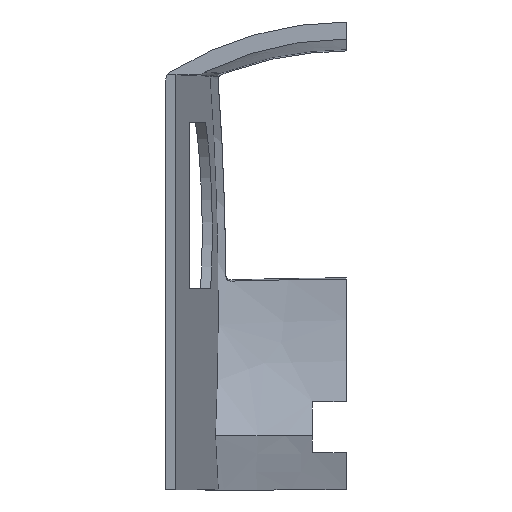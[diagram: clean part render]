
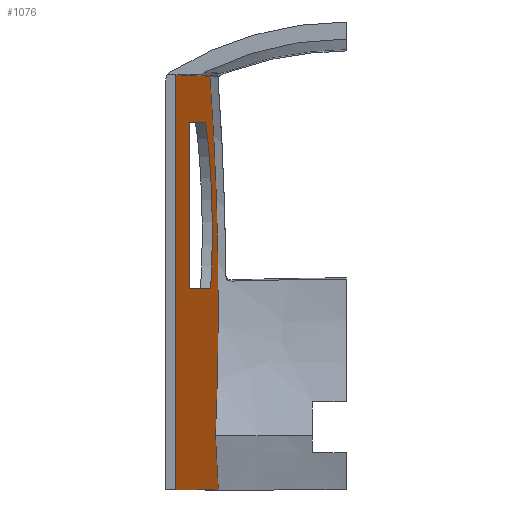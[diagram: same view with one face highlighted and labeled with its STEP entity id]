
A CAD part, front view. The second image highlights one B-rep face of the part: STEP entity #1076.
In plain terms, the highlighted planar face has unit normal (0.99, -0.139, 0).
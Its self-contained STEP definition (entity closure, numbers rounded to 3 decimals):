
#777=CARTESIAN_POINT('',(-40.238,-20.45,106.172));
#778=VERTEX_POINT('',#777);
#779=CARTESIAN_POINT('',(-40.251,-20.543,106.173));
#780=VERTEX_POINT('',#779);
#781=CARTESIAN_POINT('',(-40.238,-20.45,106.172));
#782=CARTESIAN_POINT('',(-40.242,-20.481,106.172));
#783=CARTESIAN_POINT('',(-40.246,-20.512,106.172));
#784=CARTESIAN_POINT('',(-40.251,-20.543,106.173));
#785=B_SPLINE_CURVE_WITH_KNOTS('',3,(#781,#782,#783,#784),.UNSPECIFIED.,.F.,.U.,(4,4),(0.0,0.009),.UNSPECIFIED.);
#786=EDGE_CURVE('',#778,#780,#785,.T.);
#812=CARTESIAN_POINT('',(-50.255,-91.727,106.402));
#813=VERTEX_POINT('',#812);
#820=CARTESIAN_POINT('',(-40.251,-20.547,106.173));
#821=VERTEX_POINT('',#820);
#822=CARTESIAN_POINT('',(-40.251,-20.547,106.173));
#823=CARTESIAN_POINT('',(-41.162,-27.029,106.227));
#824=CARTESIAN_POINT('',(-42.122,-33.859,106.265));
#825=CARTESIAN_POINT('',(-45.316,-56.584,106.363));
#826=CARTESIAN_POINT('',(-48.122,-76.546,106.389));
#827=CARTESIAN_POINT('',(-50.255,-91.727,106.402));
#828=B_SPLINE_CURVE_WITH_KNOTS('',3,(#822,#823,#824,#825,#826,#827),.UNSPECIFIED.,.F.,.U.,(4,2,4),(0.01,1.973,6.92),.UNSPECIFIED.);
#829=EDGE_CURVE('',#821,#813,#828,.T.);
#831=CARTESIAN_POINT('',(-40.251,-20.543,106.173));
#832=CARTESIAN_POINT('',(-40.251,-20.544,106.173));
#833=CARTESIAN_POINT('',(-40.251,-20.546,106.173));
#834=CARTESIAN_POINT('',(-40.251,-20.547,106.173));
#835=B_SPLINE_CURVE_WITH_KNOTS('',3,(#831,#832,#833,#834),.UNSPECIFIED.,.F.,.U.,(4,4),(0.009,0.01),.UNSPECIFIED.);
#836=EDGE_CURVE('',#780,#821,#835,.T.);
#976=CARTESIAN_POINT('',(-44.44,-50.353,51.542));
#977=DIRECTION('',(0.99,-0.139,0.));
#978=DIRECTION('',(0.0,0.0,-1.0));
#979=AXIS2_PLACEMENT_3D('',#976,#977,#978);
#980=PLANE('',#979);
#981=CARTESIAN_POINT('',(-40.238,-20.45,106.));
#982=VERTEX_POINT('',#981);
#983=CARTESIAN_POINT('',(-40.238,-20.45,106.172));
#984=DIRECTION('',(0.0,0.0,-1.0));
#985=VECTOR('',#984,0.172);
#986=LINE('',#983,#985);
#987=EDGE_CURVE('',#778,#982,#986,.T.);
#988=ORIENTED_EDGE('',*,*,#987,.F.);
#989=ORIENTED_EDGE('',*,*,#786,.T.);
#990=ORIENTED_EDGE('',*,*,#836,.T.);
#991=ORIENTED_EDGE('',*,*,#829,.T.);
#992=CARTESIAN_POINT('',(-50.314,-92.145,106.402));
#993=VERTEX_POINT('',#992);
#994=CARTESIAN_POINT('',(-50.314,-92.145,106.402));
#995=DIRECTION('',(0.139,0.99,0.0));
#996=VECTOR('',#995,0.422);
#997=LINE('',#994,#996);
#998=EDGE_CURVE('',#993,#813,#997,.T.);
#999=ORIENTED_EDGE('',*,*,#998,.F.);
#1000=CARTESIAN_POINT('',(-50.314,-92.145,-16.));
#1001=VERTEX_POINT('',#1000);
#1002=CARTESIAN_POINT('',(-50.314,-92.145,-16.));
#1003=DIRECTION('',(0.0,0.0,1.0));
#1004=VECTOR('',#1003,122.402);
#1005=LINE('',#1002,#1004);
#1006=EDGE_CURVE('',#1001,#993,#1005,.T.);
#1007=ORIENTED_EDGE('',*,*,#1006,.F.);
#1008=CARTESIAN_POINT('',(-37.764,-2.847,-16.));
#1009=VERTEX_POINT('',#1008);
#1010=CARTESIAN_POINT('',(-37.764,-2.847,-16.));
#1011=DIRECTION('',(-0.139,-0.99,0.));
#1012=VECTOR('',#1011,90.176);
#1013=LINE('',#1010,#1012);
#1014=EDGE_CURVE('',#1009,#1001,#1013,.T.);
#1015=ORIENTED_EDGE('',*,*,#1014,.F.);
#1016=CARTESIAN_POINT('',(-38.608,-8.851,0.));
#1017=VERTEX_POINT('',#1016);
#1018=CARTESIAN_POINT('',(-38.608,-8.851,0.));
#1019=CARTESIAN_POINT('',(-38.466,-7.843,-2.675));
#1020=CARTESIAN_POINT('',(-38.324,-6.836,-5.351));
#1021=CARTESIAN_POINT('',(-38.183,-5.832,-8.027));
#1022=CARTESIAN_POINT('',(-38.043,-4.835,-10.684));
#1023=CARTESIAN_POINT('',(-37.903,-3.84,-13.342));
#1024=CARTESIAN_POINT('',(-37.764,-2.847,-16.));
#1025=B_SPLINE_CURVE_WITH_KNOTS('',3,(#1018,#1019,#1020,#1021,#1022,#1023,#1024),.UNSPECIFIED.,.F.,.U.,(4,3,4),(-1.711,-0.852,0.0),.UNSPECIFIED.);
#1026=EDGE_CURVE('',#1017,#1009,#1025,.T.);
#1027=ORIENTED_EDGE('',*,*,#1026,.F.);
#1028=CARTESIAN_POINT('',(-40.238,-20.45,106.));
#1029=CARTESIAN_POINT('',(-39.569,-15.69,97.146));
#1030=CARTESIAN_POINT('',(-39.023,-11.809,87.825));
#1031=CARTESIAN_POINT('',(-38.208,-6.006,68.389));
#1032=CARTESIAN_POINT('',(-37.944,-4.13,58.312));
#1033=CARTESIAN_POINT('',(-37.678,-2.238,31.845));
#1034=CARTESIAN_POINT('',(-37.928,-4.016,15.545));
#1035=CARTESIAN_POINT('',(-38.608,-8.851,0.));
#1036=B_SPLINE_CURVE_WITH_KNOTS('',3,(#1028,#1029,#1030,#1031,#1032,#1033,#1034,#1035),.UNSPECIFIED.,.F.,.U.,(4,2,2,4),(-10.97,-7.952,-4.888,0.0),.UNSPECIFIED.);
#1037=EDGE_CURVE('',#982,#1017,#1036,.T.);
#1038=ORIENTED_EDGE('',*,*,#1037,.F.);
#1039=EDGE_LOOP('',(#988,#989,#990,#991,#999,#1007,#1015,#1027,#1038));
#1040=FACE_OUTER_BOUND('',#1039,.T.);
#1041=CARTESIAN_POINT('',(-41.546,-29.758,92.402));
#1042=VERTEX_POINT('',#1041);
#1043=CARTESIAN_POINT('',(-40.015,-18.865,43.402));
#1044=VERTEX_POINT('',#1043);
#1045=CARTESIAN_POINT('',(-45.592,-58.549,60.14));
#1046=DIRECTION('',(-0.99,0.139,0.));
#1047=DIRECTION('',(0.128,0.914,-0.385));
#1048=AXIS2_PLACEMENT_3D('',#1045,#1046,#1047);
#1049=CIRCLE('',#1048,43.429);
#1050=EDGE_CURVE('',#1042,#1044,#1049,.T.);
#1051=ORIENTED_EDGE('',*,*,#1050,.T.);
#1052=CARTESIAN_POINT('',(-46.278,-63.427,43.402));
#1053=VERTEX_POINT('',#1052);
#1054=CARTESIAN_POINT('',(-40.015,-18.865,43.402));
#1055=DIRECTION('',(-0.139,-0.99,0.));
#1056=VECTOR('',#1055,45.);
#1057=LINE('',#1054,#1056);
#1058=EDGE_CURVE('',#1044,#1053,#1057,.T.);
#1059=ORIENTED_EDGE('',*,*,#1058,.T.);
#1060=CARTESIAN_POINT('',(-46.278,-63.427,92.402));
#1061=VERTEX_POINT('',#1060);
#1062=CARTESIAN_POINT('',(-46.278,-63.427,43.402));
#1063=DIRECTION('',(0.0,0.0,1.0));
#1064=VECTOR('',#1063,49.0);
#1065=LINE('',#1062,#1064);
#1066=EDGE_CURVE('',#1053,#1061,#1065,.T.);
#1067=ORIENTED_EDGE('',*,*,#1066,.T.);
#1068=CARTESIAN_POINT('',(-46.278,-63.427,92.402));
#1069=DIRECTION('',(0.139,0.99,0.));
#1070=VECTOR('',#1069,34.);
#1071=LINE('',#1068,#1070);
#1072=EDGE_CURVE('',#1061,#1042,#1071,.T.);
#1073=ORIENTED_EDGE('',*,*,#1072,.T.);
#1074=EDGE_LOOP('',(#1051,#1059,#1067,#1073));
#1075=FACE_BOUND('',#1074,.T.);
#1076=ADVANCED_FACE('',(#1040,#1075),#980,.T.);
